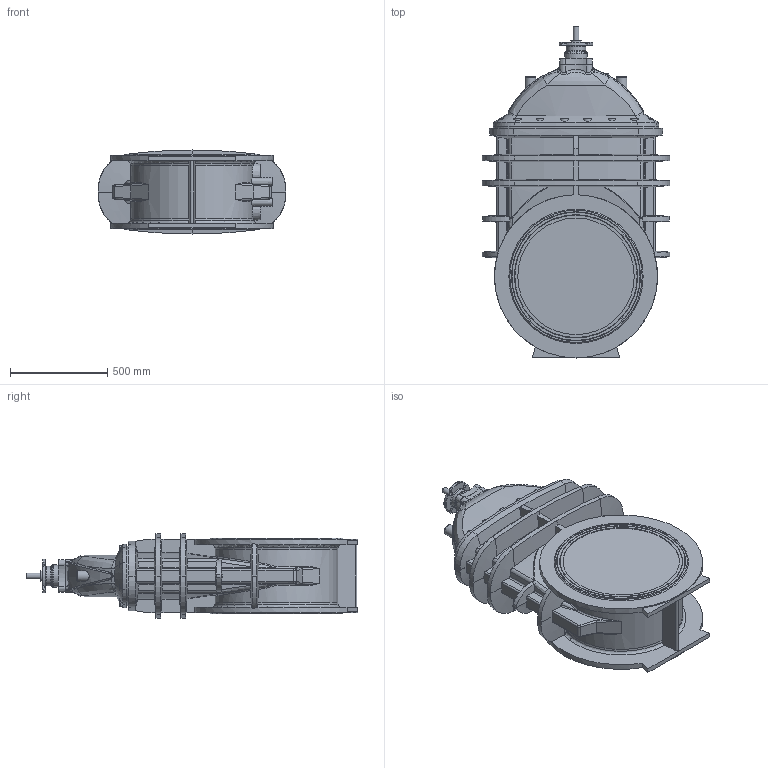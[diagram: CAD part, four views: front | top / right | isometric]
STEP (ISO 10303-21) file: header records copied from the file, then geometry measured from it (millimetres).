
FILE_DESCRIPTION (( 'STEP AP203' ), '1' );
FILE_NAME ('O_06_30_DN600_AA1_step.step', '2016-05-18T09:25:40', ( 'Windows User' ), ( 'AVK' ), 'SwSTEP 2.0', 'SolidWorks 2012', '' );
FILE_SCHEMA (( 'CONFIG_CONTROL_DESIGN' ));
Length unit declared in the file: millimetre
Products named in the file (1): O_06_30_DN600_AA1_step
Bounding box: 964.86 x 1710 x 432.94 mm (x, y, z)
Volume: 285195809.8 mm3; surface area: 5438031.7 mm2
Topology: 1 solids, 1 shells, 610 faces, 1591 edges, 1002 vertices
Faces by surface type: cylinder 195, bspline 152, plane 146, cone 78, torus 33, sphere 6
Full cylindrical faces by diameter (mm): 30 x1, 55 x3, 100.5 x1, 115 x1, 600 x2
Entity records: 29084 total; most frequent: CARTESIAN_POINT 16209, ORIENTED_EDGE 3088, DIRECTION 2069, EDGE_CURVE 1544, VERTEX_POINT 995, AXIS2_PLACEMENT_3D 843, B_SPLINE_CURVE_WITH_KNOTS 699, EDGE_LOOP 669
